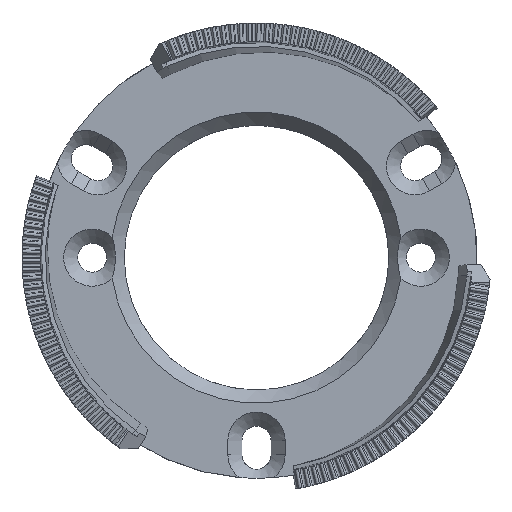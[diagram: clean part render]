
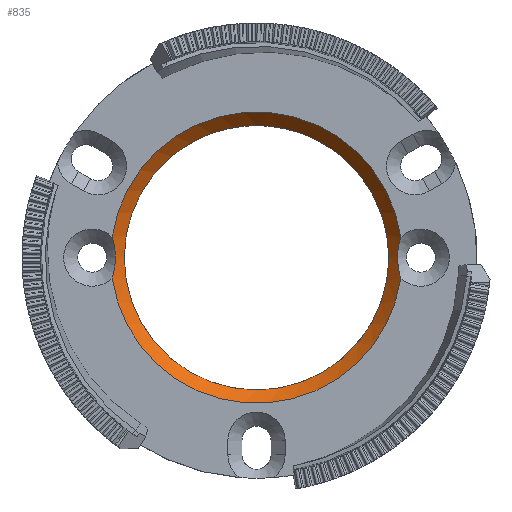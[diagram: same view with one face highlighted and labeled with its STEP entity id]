
A CAD part, top view. The second image highlights one B-rep face of the part: STEP entity #835.
In plain terms, the highlighted conical face has half-angle 40 degrees and reference radius 14.1 mm.
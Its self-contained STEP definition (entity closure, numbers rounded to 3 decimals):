
#835=ADVANCED_FACE('',(#2177,#2178),#2179,.F.);
#2177=FACE_OUTER_BOUND('',#4525,.T.);
#2178=FACE_BOUND('',#4526,.T.);
#2179=CONICAL_SURFACE('',#4527,14.1,0.698);
#4525=EDGE_LOOP('',(#8389,#8390,#8391,#8392));
#4526=EDGE_LOOP('',(#8393));
#4527=AXIS2_PLACEMENT_3D('',#8394,#8395,#8396);
#8389=ORIENTED_EDGE('',*,*,#13408,.T.);
#8390=ORIENTED_EDGE('',*,*,#13911,.T.);
#8391=ORIENTED_EDGE('',*,*,#13406,.T.);
#8392=ORIENTED_EDGE('',*,*,#13912,.T.);
#8393=ORIENTED_EDGE('',*,*,#13906,.T.);
#8394=CARTESIAN_POINT('',(0.0,0.0,0.3));
#8395=DIRECTION('',(0.0,0.0,1.0));
#8396=DIRECTION('',(-1.0,0.0,0.0));
#13406=EDGE_CURVE('',#16164,#16165,#16166,.F.);
#13408=EDGE_CURVE('',#16169,#16167,#16170,.F.);
#13906=EDGE_CURVE('',#17022,#17022,#17023,.T.);
#13911=EDGE_CURVE('',#16167,#16164,#17029,.T.);
#13912=EDGE_CURVE('',#16165,#16169,#17030,.T.);
#16164=VERTEX_POINT('',#21193);
#16165=VERTEX_POINT('',#21194);
#16166=CIRCLE('',#21195,15.526);
#16167=VERTEX_POINT('',#21196);
#16169=VERTEX_POINT('',#21198);
#16170=CIRCLE('',#21199,15.526);
#17022=VERTEX_POINT('',#23490);
#17023=CIRCLE('',#23491,14.1);
#17029=B_SPLINE_CURVE_WITH_KNOTS('',3,(#23504,#23505,#23506,#23507,#23508,#23509,#23510,#23511,#23512,#23513,#23514,#23515,#23516,#23517),.UNSPECIFIED.,.F.,.F.,(4,2,2,2,2,2,4),(0.0,0.001,0.002,0.002,0.003,0.003,0.005),.UNSPECIFIED.);
#17030=B_SPLINE_CURVE_WITH_KNOTS('',3,(#23518,#23519,#23520,#23521,#23522,#23523,#23524,#23525,#23526,#23527,#23528,#23529,#23530,#23531),.UNSPECIFIED.,.F.,.F.,(4,2,2,2,2,2,4),(0.0,0.001,0.002,0.002,0.003,0.003,0.005),.UNSPECIFIED.);
#21193=CARTESIAN_POINT('',(15.372,2.185,2.0));
#21194=CARTESIAN_POINT('',(-15.372,2.185,2.0));
#21195=AXIS2_PLACEMENT_3D('',#27610,#27611,#27612);
#21196=CARTESIAN_POINT('',(15.372,-2.185,2.0));
#21198=CARTESIAN_POINT('',(-15.372,-2.185,2.0));
#21199=AXIS2_PLACEMENT_3D('',#27616,#27617,#27618);
#23490=CARTESIAN_POINT('',(-14.1,0.0,0.3));
#23491=AXIS2_PLACEMENT_3D('',#27776,#27777,#27778);
#23504=CARTESIAN_POINT('',(15.372,-2.185,2.0));
#23505=CARTESIAN_POINT('',(15.274,-1.851,1.829));
#23506=CARTESIAN_POINT('',(15.191,-1.506,1.684));
#23507=CARTESIAN_POINT('',(15.101,-0.961,1.528));
#23508=CARTESIAN_POINT('',(15.077,-0.775,1.487));
#23509=CARTESIAN_POINT('',(15.044,-0.392,1.43));
#23510=CARTESIAN_POINT('',(15.035,-0.197,1.415));
#23511=CARTESIAN_POINT('',(15.035,0.189,1.414));
#23512=CARTESIAN_POINT('',(15.043,0.381,1.429));
#23513=CARTESIAN_POINT('',(15.076,0.764,1.485));
#23514=CARTESIAN_POINT('',(15.1,0.954,1.526));
#23515=CARTESIAN_POINT('',(15.19,1.503,1.683));
#23516=CARTESIAN_POINT('',(15.274,1.85,1.828));
#23517=CARTESIAN_POINT('',(15.372,2.185,2.0));
#23518=CARTESIAN_POINT('',(-15.372,2.185,2.0));
#23519=CARTESIAN_POINT('',(-15.274,1.851,1.829));
#23520=CARTESIAN_POINT('',(-15.191,1.506,1.684));
#23521=CARTESIAN_POINT('',(-15.101,0.961,1.528));
#23522=CARTESIAN_POINT('',(-15.077,0.775,1.487));
#23523=CARTESIAN_POINT('',(-15.044,0.392,1.43));
#23524=CARTESIAN_POINT('',(-15.035,0.197,1.415));
#23525=CARTESIAN_POINT('',(-15.035,-0.189,1.414));
#23526=CARTESIAN_POINT('',(-15.043,-0.381,1.429));
#23527=CARTESIAN_POINT('',(-15.076,-0.764,1.485));
#23528=CARTESIAN_POINT('',(-15.1,-0.954,1.526));
#23529=CARTESIAN_POINT('',(-15.19,-1.503,1.683));
#23530=CARTESIAN_POINT('',(-15.274,-1.85,1.828));
#23531=CARTESIAN_POINT('',(-15.372,-2.185,2.0));
#27610=CARTESIAN_POINT('',(0.0,0.0,2.0));
#27611=DIRECTION('',(0.0,0.0,-1.0));
#27612=DIRECTION('',(-1.0,0.0,0.0));
#27616=CARTESIAN_POINT('',(0.0,0.0,2.0));
#27617=DIRECTION('',(0.0,0.0,-1.0));
#27618=DIRECTION('',(-1.0,0.0,0.0));
#27776=CARTESIAN_POINT('',(0.0,0.0,0.3));
#27777=DIRECTION('',(0.0,0.0,-1.0));
#27778=DIRECTION('',(-1.0,0.0,0.0));
